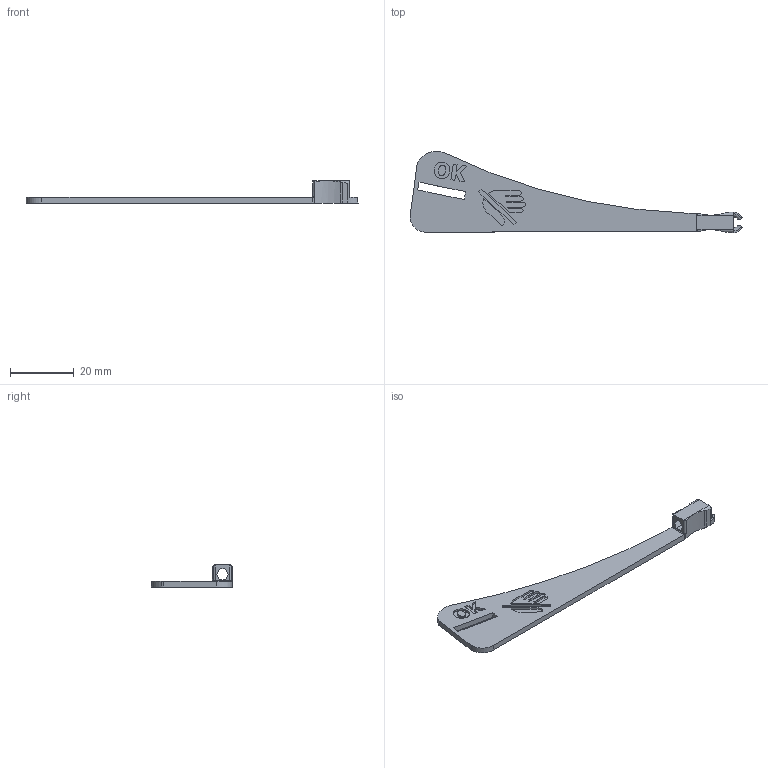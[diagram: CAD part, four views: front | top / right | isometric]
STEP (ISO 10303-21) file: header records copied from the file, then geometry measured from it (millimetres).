
FILE_DESCRIPTION(/* description */ (''),/* implementation_level */ '2;1');
FILE_NAME(/* name */ 'Torque_indicator - R1.stp',/* time_stamp */ '2024-04-18T11:23:49+02:00',/* author */ ('jan.mikulacek'),/* organization */ (''),/* preprocessor_version */ 'ST-DEVELOPER v19.2',/* originating_system */ 'Autodesk Inventor 2023',/* authorisation */ '');
FILE_SCHEMA (('AUTOMOTIVE_DESIGN { 1 0 10303 214 3 1 1 }'));
Length unit declared in the file: millimetre
Products named in the file (1): SP1-76-002-03-stupnice - F1
Bounding box: 104.57 x 25.61 x 6.99 mm (x, y, z)
Volume: 2344.2 mm3; surface area: 3447 mm2
Topology: 2 solids, 2 shells, 208 faces, 684 edges, 588 vertices
Faces by surface type: plane 146, cylinder 38, bspline 23, torus 1
Entity records: 7534 total; most frequent: CARTESIAN_POINT 2001, ORIENTED_EDGE 1172, DIRECTION 957, EDGE_CURVE 586, LINE 449, VECTOR 449, VERTEX_POINT 390, AXIS2_PLACEMENT_3D 254
